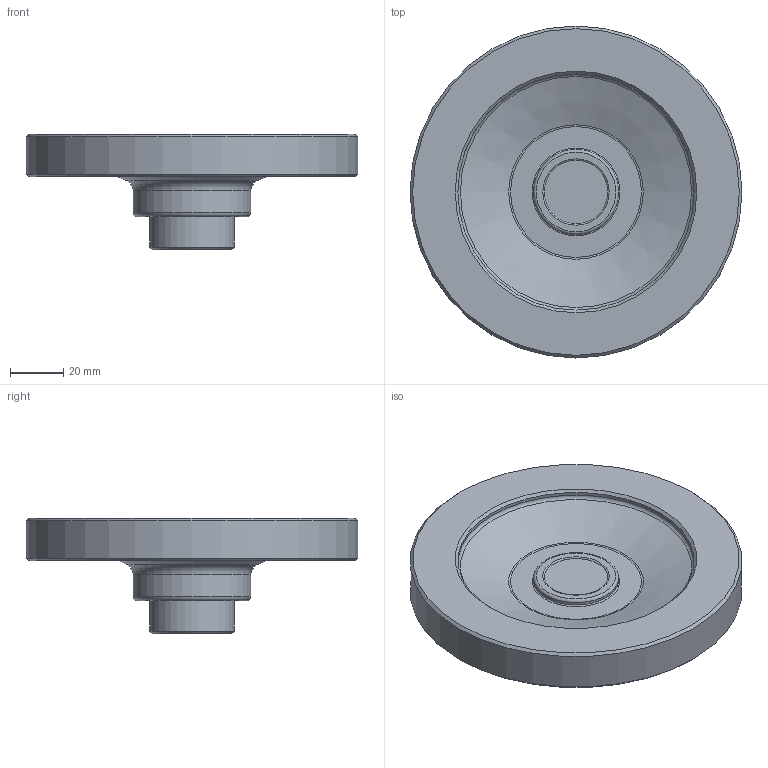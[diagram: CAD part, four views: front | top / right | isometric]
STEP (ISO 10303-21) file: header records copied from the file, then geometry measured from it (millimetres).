
FILE_DESCRIPTION( ( 'Unknown' ), '1' );
FILE_NAME( '7101011_VPRA125.stp', 'Unknown', ( 'Unknown' ), ( 'Unknown' ), 'PSStep 11.0', 'Unknown', ' ' );
FILE_SCHEMA( ( 'AUTOMOTIVE_DESIGN { 1 0 10303 214 1 1 1 1 }' ) );
Length unit declared in the file: millimetre
Products named in the file (1): 7101011
Bounding box: 125 x 125 x 43.5 mm (x, y, z)
Volume: 162860.4 mm3; surface area: 36594.8 mm2
Topology: 1 solids, 1 shells, 42 faces, 89 edges, 50 vertices
Faces by surface type: torus 10, cone 9, plane 7, cylinder 7, bspline 7, sphere 2
Full cylindrical faces by diameter (mm): 6 x1, 32 x2, 44.4 x1, 89 x1, 125 x1
Entity records: 2246 total; most frequent: CARTESIAN_POINT 1174, DIRECTION 156, ORIENTED_EDGE 112, AXIS2_PLACEMENT_3D 78, EDGE_LOOP 68, EDGE_CURVE 56, FACE_OUTER_BOUND 55, VERTEX_POINT 43
